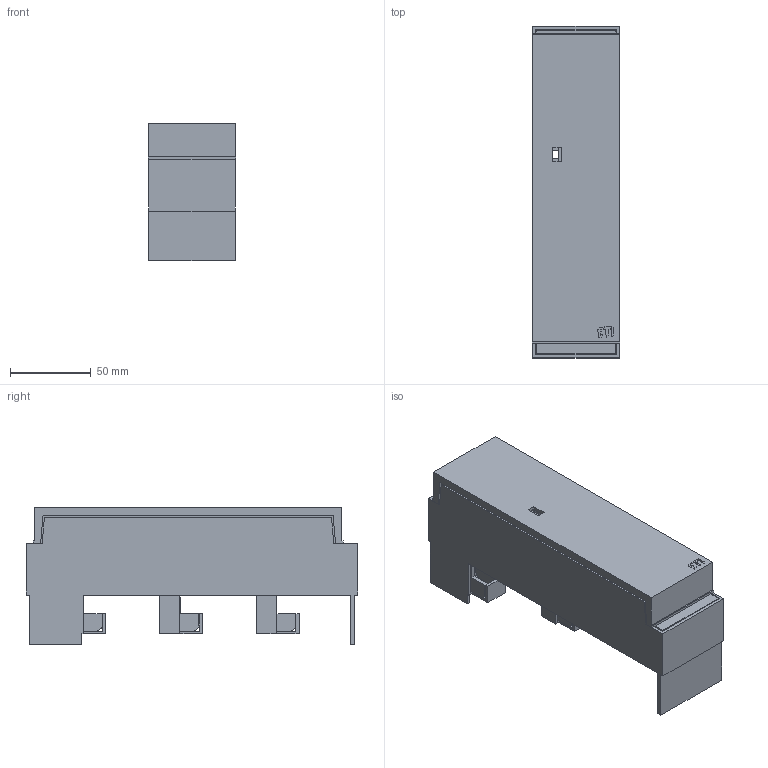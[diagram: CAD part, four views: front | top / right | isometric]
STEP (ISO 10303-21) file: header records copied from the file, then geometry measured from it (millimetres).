
FILE_DESCRIPTION((''),'2;1');
FILE_NAME('G1540000_L_ANSCHLUSSMODUL_AM_60_ASM','2021-05-13T',('marketing.praksa'),('Audax d.o.o.'),'CREO PARAMETRIC BY PTC INC, 2017480','CREO PARAMETRIC BY PTC INC, 2017480','');
FILE_SCHEMA(('AUTOMOTIVE_DESIGN { 1 0 10303 214 1 1 1 1 }'));
Length unit declared in the file: millimetre
Products named in the file (10): 33682_L_TR_X2_00E4_X0_GERTEIL_C; 158194_ANSCHLUSSWINKEL_COSMO_AM; 158008_L_FAHRSTUHLKLEMME_F70_KP; 68164_LINSENKOPFSCHRAUBE_M6X23; 802795_L_FAHRSTUHLKLEMME_KPL-F7_ASM; 158753_L_KONTAKTB_X2_00FC_X0_GE; 66003_GEWINDESTIFT_DIN_915_M8X2; PRT9528; PRT0007; G1540000_L_ANSCHLUSSMODUL_AM_60_ASM
Assembly tree (20 placements, depth 3):
  G1540000_L_ANSCHLUSSMODUL_AM_60_ASM
    33682_L_TR_X2_00E4_X0_GERTEIL_C
    158194_ANSCHLUSSWINKEL_COSMO_AM  x3
    802795_L_FAHRSTUHLKLEMME_KPL-F7_ASM  x6
      158008_L_FAHRSTUHLKLEMME_F70_KP
      68164_LINSENKOPFSCHRAUBE_M6X23
    158753_L_KONTAKTB_X2_00FC_X0_GE  x3
    66003_GEWINDESTIFT_DIN_915_M8X2  x3
    PRT9528
    PRT0007
Bounding box: 54 x 206 x 85.64 mm (x, y, z)
Volume: 169416.3 mm3; surface area: 182201.5 mm2
Topology: 26 solids, 26 shells, 1239 faces, 3530 edges, 2310 vertices
Faces by surface type: plane 873, cylinder 300, cone 30, sphere 24, torus 12
Entity records: 25899 total; most frequent: CARTESIAN_POINT 3070, ORIENTED_EDGE 2980, DIRECTION 2841, PRESENTATION_STYLE_ASSIGNMENT 2019, STYLED_ITEM 2019, CURVE_STYLE 1490, EDGE_CURVE 1490, VECTOR 1239
